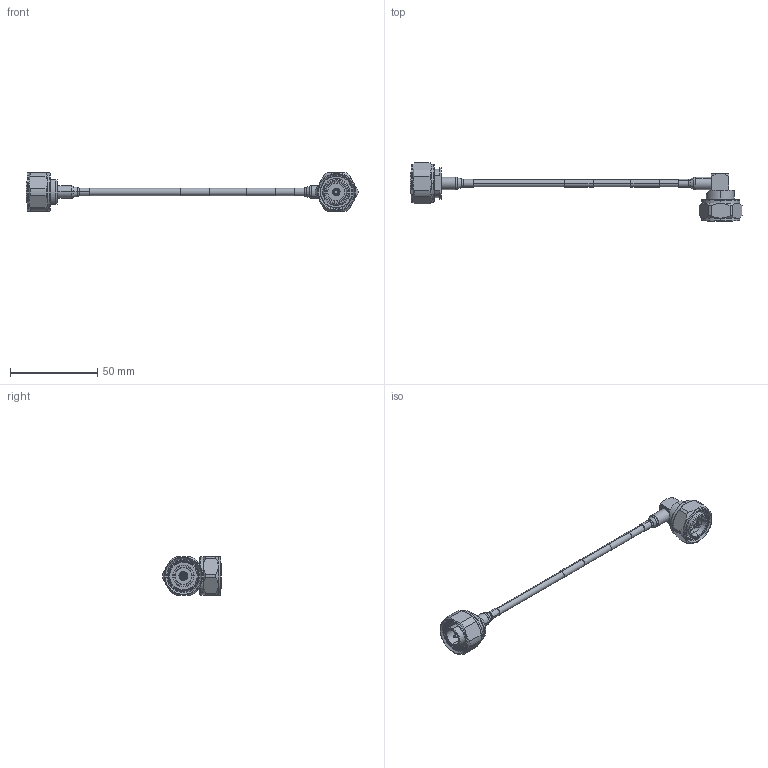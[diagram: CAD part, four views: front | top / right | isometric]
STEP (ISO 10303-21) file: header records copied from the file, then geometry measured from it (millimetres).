
FILE_DESCRIPTION (( 'STEP AP214' ), '1' );
FILE_NAME ('PE3C8281_3D.STEP', '2021-07-29T17:11:57', ( '' ), ( '' ), 'SwSTEP 2.0', 'SolidWorks 2021', '' );
FILE_SCHEMA (( 'AUTOMOTIVE_DESIGN' ));
Length unit declared in the file: inch
Products named in the file (5): PE3C8281_3D; TC-402-4310M-RA-LP-PE; TFT-402-MA1; TC-402-4195M-LP-PE; TFT-402-LF_LABEL PE+FM
Assembly tree (5 placements, depth 2):
  PE3C8281_3D
    TFT-402-LF_LABEL PE+FM
    TC-402-4195M-LP-PE
    TFT-402-MA1  x2
    TC-402-4310M-RA-LP-PE
Bounding box: 189.8 x 33.33 x 22 mm (x, y, z)
Volume: 11947.5 mm3; surface area: 13612.7 mm2
Topology: 10 solids, 11 shells, 425 faces, 921 edges, 542 vertices
Faces by surface type: cylinder 145, cone 136, plane 86, torus 58
Entity records: 12585 total; most frequent: CARTESIAN_POINT 3109, DIRECTION 2127, ORIENTED_EDGE 1754, AXIS2_PLACEMENT_3D 899, EDGE_CURVE 877, VERTEX_POINT 518, CIRCLE 488, EDGE_LOOP 445
